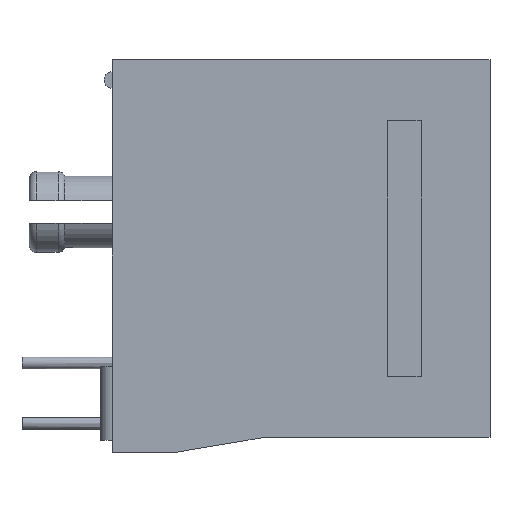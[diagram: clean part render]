
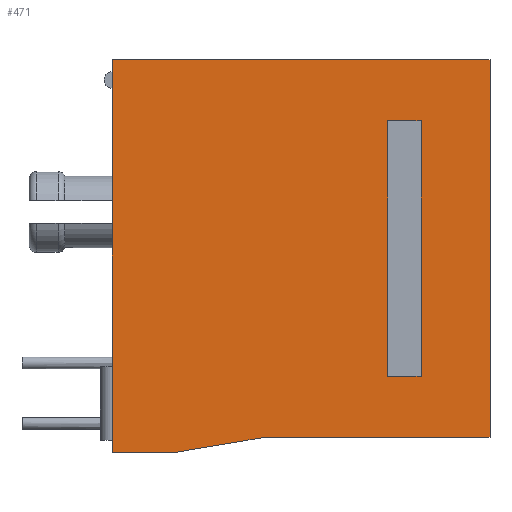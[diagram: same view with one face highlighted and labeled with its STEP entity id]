
A CAD part, front view. The second image highlights one B-rep face of the part: STEP entity #471.
In plain terms, the highlighted planar face has unit normal (0, -1, 0).
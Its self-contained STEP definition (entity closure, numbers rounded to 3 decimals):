
#471 = ADVANCED_FACE( '', ( #1023, #1024 ), #1025, .F. );
#1023 = FACE_BOUND( '', #2587, .T. );
#1024 = FACE_OUTER_BOUND( '', #2588, .T. );
#1025 = PLANE( '', #2589 );
#2587 = EDGE_LOOP( '', ( #6455, #6456, #6457, #6458 ) );
#2588 = EDGE_LOOP( '', ( #6459, #6460, #6461, #6462, #6463, #6464 ) );
#2589 = AXIS2_PLACEMENT_3D( '', #6465, #6466, #6467 );
#6455 = ORIENTED_EDGE( '', *, *, #8099, .T. );
#6456 = ORIENTED_EDGE( '', *, *, #7957, .T. );
#6457 = ORIENTED_EDGE( '', *, *, #8100, .T. );
#6458 = ORIENTED_EDGE( '', *, *, #8101, .T. );
#6459 = ORIENTED_EDGE( '', *, *, #7752, .F. );
#6460 = ORIENTED_EDGE( '', *, *, #8102, .F. );
#6461 = ORIENTED_EDGE( '', *, *, #8103, .F. );
#6462 = ORIENTED_EDGE( '', *, *, #8104, .F. );
#6463 = ORIENTED_EDGE( '', *, *, #8105, .F. );
#6464 = ORIENTED_EDGE( '', *, *, #8106, .F. );
#6465 = CARTESIAN_POINT( '', ( 0., -5.75, 0. ) );
#6466 = DIRECTION( '', ( 0., 1., 0. ) );
#6467 = DIRECTION( '', ( 0., 0., 1. ) );
#7752 = EDGE_CURVE( '', #8535, #8537, #8538, .T. );
#7957 = EDGE_CURVE( '', #8896, #8897, #8898, .T. );
#8099 = EDGE_CURVE( '', #9112, #8896, #9113, .T. );
#8100 = EDGE_CURVE( '', #8897, #9114, #9115, .T. );
#8101 = EDGE_CURVE( '', #9114, #9112, #9116, .T. );
#8102 = EDGE_CURVE( '', #9117, #8535, #9118, .T. );
#8103 = EDGE_CURVE( '', #9119, #9117, #9120, .T. );
#8104 = EDGE_CURVE( '', #9121, #9119, #9122, .T. );
#8105 = EDGE_CURVE( '', #9123, #9121, #9124, .T. );
#8106 = EDGE_CURVE( '', #8537, #9123, #9125, .T. );
#8535 = VERTEX_POINT( '', #9667 );
#8537 = VERTEX_POINT( '', #9670 );
#8538 = LINE( '', #9671, #9672 );
#8896 = VERTEX_POINT( '', #10197 );
#8897 = VERTEX_POINT( '', #10198 );
#8898 = LINE( '', #10199, #10200 );
#9112 = VERTEX_POINT( '', #10534 );
#9113 = LINE( '', #10535, #10536 );
#9114 = VERTEX_POINT( '', #10537 );
#9115 = LINE( '', #10538, #10539 );
#9116 = LINE( '', #10540, #10541 );
#9117 = VERTEX_POINT( '', #10542 );
#9118 = LINE( '', #10543, #10544 );
#9119 = VERTEX_POINT( '', #10545 );
#9120 = LINE( '', #10546, #10547 );
#9121 = VERTEX_POINT( '', #10548 );
#9122 = LINE( '', #10549, #10550 );
#9123 = VERTEX_POINT( '', #10551 );
#9124 = LINE( '', #10552, #10553 );
#9125 = LINE( '', #10554, #10555 );
#9667 = CARTESIAN_POINT( '', ( -7.94, -5.75, -8.56 ) );
#9670 = CARTESIAN_POINT( '', ( -7.94, -5.75, 7.94 ) );
#9671 = CARTESIAN_POINT( '', ( -7.94, -5.75, -8.56 ) );
#9672 = VECTOR( '', #11286, 1000. );
#10197 = CARTESIAN_POINT( '', ( 5.04, -5.75, -5.375 ) );
#10198 = CARTESIAN_POINT( '', ( 3.64, -5.75, -5.375 ) );
#10199 = CARTESIAN_POINT( '', ( 5.04, -5.75, -5.375 ) );
#10200 = VECTOR( '', #11495, 1000. );
#10534 = CARTESIAN_POINT( '', ( 5.04, -5.75, 5.375 ) );
#10535 = CARTESIAN_POINT( '', ( 5.04, -5.75, 5.375 ) );
#10536 = VECTOR( '', #11616, 1000. );
#10537 = CARTESIAN_POINT( '', ( 3.64, -5.75, 5.375 ) );
#10538 = CARTESIAN_POINT( '', ( 3.64, -5.75, -5.375 ) );
#10539 = VECTOR( '', #11617, 1000. );
#10540 = CARTESIAN_POINT( '', ( 3.64, -5.75, 5.375 ) );
#10541 = VECTOR( '', #11618, 1000. );
#10542 = CARTESIAN_POINT( '', ( -5.24, -5.75, -8.56 ) );
#10543 = CARTESIAN_POINT( '', ( -5.24, -5.75, -8.56 ) );
#10544 = VECTOR( '', #11619, 1000. );
#10545 = CARTESIAN_POINT( '', ( -1.56, -5.75, -7.94 ) );
#10546 = CARTESIAN_POINT( '', ( -1.56, -5.75, -7.94 ) );
#10547 = VECTOR( '', #11620, 1000. );
#10548 = CARTESIAN_POINT( '', ( 7.94, -5.75, -7.94 ) );
#10549 = CARTESIAN_POINT( '', ( 7.94, -5.75, -7.94 ) );
#10550 = VECTOR( '', #11621, 1000. );
#10551 = CARTESIAN_POINT( '', ( 7.94, -5.75, 7.94 ) );
#10552 = CARTESIAN_POINT( '', ( 7.94, -5.75, 7.94 ) );
#10553 = VECTOR( '', #11622, 1000. );
#10554 = CARTESIAN_POINT( '', ( -7.94, -5.75, 7.94 ) );
#10555 = VECTOR( '', #11623, 1000. );
#11286 = DIRECTION( '', ( 0., 0., 1. ) );
#11495 = DIRECTION( '', ( -1., 0., 0. ) );
#11616 = DIRECTION( '', ( 0., 0., -1. ) );
#11617 = DIRECTION( '', ( 0., 0., 1. ) );
#11618 = DIRECTION( '', ( 1., 0., 0. ) );
#11619 = DIRECTION( '', ( -1., 0., 0. ) );
#11620 = DIRECTION( '', ( -0.986, 0., -0.166 ) );
#11621 = DIRECTION( '', ( -1., 0., 0. ) );
#11622 = DIRECTION( '', ( 0., 0., -1. ) );
#11623 = DIRECTION( '', ( 1., 0., 0. ) );
